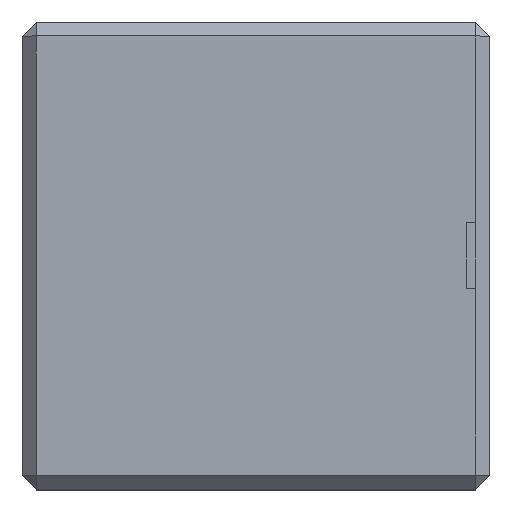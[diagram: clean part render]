
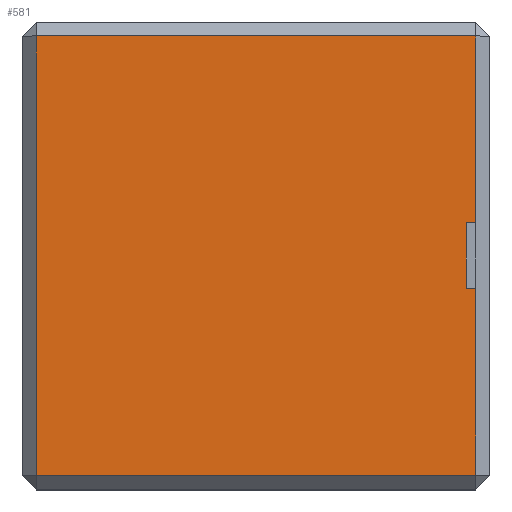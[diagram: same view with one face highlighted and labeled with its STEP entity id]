
A CAD part, top view. The second image highlights one B-rep face of the part: STEP entity #581.
In plain terms, the highlighted planar face has unit normal (0, 0, 1).
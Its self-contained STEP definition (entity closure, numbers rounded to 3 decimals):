
#8 = EDGE_CURVE ( 'NONE', #562, #37, #634, .T. ) ;
#37 = VERTEX_POINT ( 'NONE', #565 ) ;
#85 = LINE ( 'NONE', #318, #136 ) ;
#98 = DIRECTION ( 'NONE',  ( -1., 0., 0. ) ) ;
#109 = EDGE_CURVE ( 'NONE', #282, #37, #441, .T. ) ;
#117 = VECTOR ( 'NONE', #877, 1000. ) ;
#125 = EDGE_CURVE ( 'NONE', #546, #562, #648, .T. ) ;
#136 = VECTOR ( 'NONE', #661, 1000. ) ;
#163 = DIRECTION ( 'NONE',  ( 0., 0., -1. ) ) ;
#168 = CARTESIAN_POINT ( 'NONE',  ( 47.5, 28.5, 50. ) ) ;
#172 = PLANE ( 'NONE',  #639 ) ;
#199 = EDGE_CURVE ( 'NONE', #454, #355, #316, .T. ) ;
#211 = VECTOR ( 'NONE', #638, 1000. ) ;
#233 = EDGE_CURVE ( 'NONE', #285, #282, #739, .T. ) ;
#279 = DIRECTION ( 'NONE',  ( 0., -1., 0. ) ) ;
#282 = VERTEX_POINT ( 'NONE', #667 ) ;
#285 = VERTEX_POINT ( 'NONE', #319 ) ;
#304 = DIRECTION ( 'NONE',  ( 0., -1., 0. ) ) ;
#316 = LINE ( 'NONE', #504, #472 ) ;
#318 = CARTESIAN_POINT ( 'NONE',  ( 0., 48.5, 50. ) ) ;
#319 = CARTESIAN_POINT ( 'NONE',  ( 1.5, 1.5, 50. ) ) ;
#327 = CARTESIAN_POINT ( 'NONE',  ( 48.5, 28.5, 50. ) ) ;
#330 = LINE ( 'NONE', #327, #784 ) ;
#344 = CARTESIAN_POINT ( 'NONE',  ( 48.5, 48.5, 50. ) ) ;
#355 = VERTEX_POINT ( 'NONE', #344 ) ;
#360 = ORIENTED_EDGE ( 'NONE', *, *, #199, .T. ) ;
#364 = DIRECTION ( 'NONE',  ( 0., 1., 0. ) ) ;
#379 = FACE_OUTER_BOUND ( 'NONE', #601, .T. ) ;
#432 = VECTOR ( 'NONE', #279, 1000. ) ;
#441 = LINE ( 'NONE', #860, #566 ) ;
#454 = VERTEX_POINT ( 'NONE', #828 ) ;
#458 = ORIENTED_EDGE ( 'NONE', *, *, #8, .F. ) ;
#465 = EDGE_CURVE ( 'NONE', #582, #285, #757, .T. ) ;
#466 = CARTESIAN_POINT ( 'NONE',  ( 0., 1.5, 50. ) ) ;
#472 = VECTOR ( 'NONE', #592, 1000. ) ;
#473 = DIRECTION ( 'NONE',  ( -1., 0., 0. ) ) ;
#501 = CARTESIAN_POINT ( 'NONE',  ( 48.5, 21.5, 50. ) ) ;
#504 = CARTESIAN_POINT ( 'NONE',  ( 48.5, 0., 50. ) ) ;
#509 = ORIENTED_EDGE ( 'NONE', *, *, #550, .T. ) ;
#512 = ORIENTED_EDGE ( 'NONE', *, *, #233, .T. ) ;
#517 = VECTOR ( 'NONE', #304, 1000. ) ;
#546 = VERTEX_POINT ( 'NONE', #168 ) ;
#550 = EDGE_CURVE ( 'NONE', #355, #582, #85, .T. ) ;
#562 = VERTEX_POINT ( 'NONE', #876 ) ;
#565 = CARTESIAN_POINT ( 'NONE',  ( 48.5, 21.5, 50. ) ) ;
#566 = VECTOR ( 'NONE', #364, 1000. ) ;
#581 = ADVANCED_FACE ( 'NONE', ( #379 ), #172, .F. ) ;
#582 = VERTEX_POINT ( 'NONE', #590 ) ;
#590 = CARTESIAN_POINT ( 'NONE',  ( 1.5, 48.5, 50. ) ) ;
#592 = DIRECTION ( 'NONE',  ( 0., 1., 0. ) ) ;
#593 = ORIENTED_EDGE ( 'NONE', *, *, #125, .F. ) ;
#601 = EDGE_LOOP ( 'NONE', ( #458, #593, #626, #360, #509, #904, #512, #927 ) ) ;
#622 = CARTESIAN_POINT ( 'NONE',  ( 1.5, 0., 50. ) ) ;
#626 = ORIENTED_EDGE ( 'NONE', *, *, #910, .F. ) ;
#634 = LINE ( 'NONE', #501, #211 ) ;
#638 = DIRECTION ( 'NONE',  ( 1., 0., 0. ) ) ;
#639 = AXIS2_PLACEMENT_3D ( 'NONE', #655, #163, #98 ) ;
#648 = LINE ( 'NONE', #724, #517 ) ;
#655 = CARTESIAN_POINT ( 'NONE',  ( 0., 0., 50. ) ) ;
#661 = DIRECTION ( 'NONE',  ( -1., 0., 0. ) ) ;
#667 = CARTESIAN_POINT ( 'NONE',  ( 48.5, 1.5, 50. ) ) ;
#724 = CARTESIAN_POINT ( 'NONE',  ( 47.5, 21.5, 50. ) ) ;
#739 = LINE ( 'NONE', #466, #117 ) ;
#757 = LINE ( 'NONE', #622, #432 ) ;
#784 = VECTOR ( 'NONE', #473, 1000. ) ;
#828 = CARTESIAN_POINT ( 'NONE',  ( 48.5, 28.5, 50. ) ) ;
#860 = CARTESIAN_POINT ( 'NONE',  ( 48.5, 0., 50. ) ) ;
#876 = CARTESIAN_POINT ( 'NONE',  ( 47.5, 21.5, 50. ) ) ;
#877 = DIRECTION ( 'NONE',  ( 1., 0., 0. ) ) ;
#904 = ORIENTED_EDGE ( 'NONE', *, *, #465, .T. ) ;
#910 = EDGE_CURVE ( 'NONE', #454, #546, #330, .T. ) ;
#927 = ORIENTED_EDGE ( 'NONE', *, *, #109, .T. ) ;
